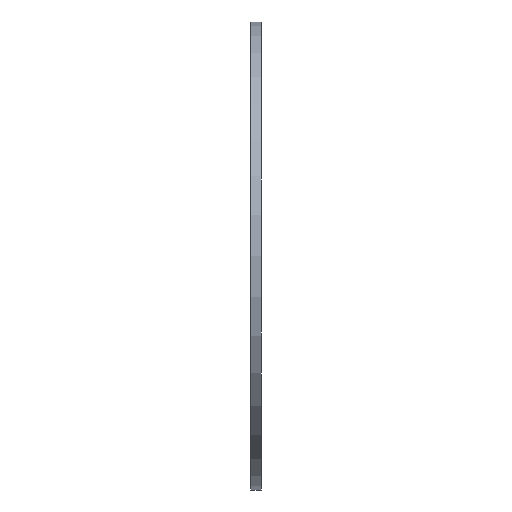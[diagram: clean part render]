
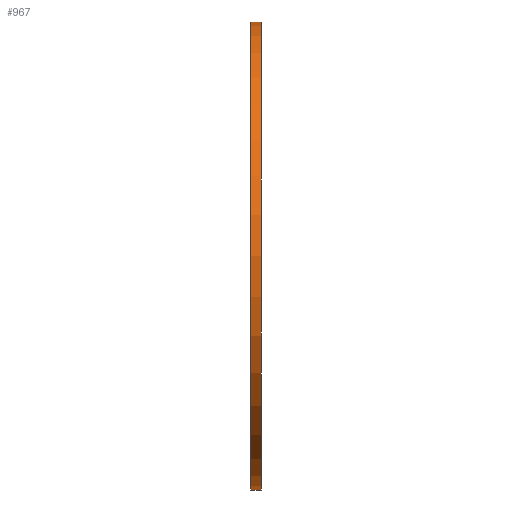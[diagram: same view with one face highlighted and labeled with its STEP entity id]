
A CAD part, front view. The second image highlights one B-rep face of the part: STEP entity #967.
In plain terms, the highlighted cylindrical face has radius 9.525 mm (diameter 19.05 mm), a partial arc.
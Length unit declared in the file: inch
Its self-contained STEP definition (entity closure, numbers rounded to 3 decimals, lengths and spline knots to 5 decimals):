
#9 = EDGE_CURVE ( 'NONE', #785, #88, #155, .T. ) ;
#15 = VECTOR ( 'NONE', #888, 39.37008 ) ;
#42 = VECTOR ( 'NONE', #249, 39.37008 ) ;
#56 = EDGE_LOOP ( 'NONE', ( #399, #834, #97, #837 ) ) ;
#88 = VERTEX_POINT ( 'NONE', #727 ) ;
#92 = CYLINDRICAL_SURFACE ( 'NONE', #275, 0.375 ) ;
#97 = ORIENTED_EDGE ( 'NONE', *, *, #235, .T. ) ;
#107 = DIRECTION ( 'NONE',  ( 0., 0., -1. ) ) ;
#111 = DIRECTION ( 'NONE',  ( 1., 0., 0. ) ) ;
#150 = VERTEX_POINT ( 'NONE', #645 ) ;
#155 = CIRCLE ( 'NONE', #348, 0.375 ) ;
#157 = AXIS2_PLACEMENT_3D ( 'NONE', #1015, #111, #107 ) ;
#235 = EDGE_CURVE ( 'NONE', #88, #600, #1039, .T. ) ;
#249 = DIRECTION ( 'NONE',  ( 1., 0., 0. ) ) ;
#275 = AXIS2_PLACEMENT_3D ( 'NONE', #915, #657, #508 ) ;
#296 = DIRECTION ( 'NONE',  ( 1., 0., 0. ) ) ;
#348 = AXIS2_PLACEMENT_3D ( 'NONE', #554, #296, #1040 ) ;
#358 = LINE ( 'NONE', #743, #42 ) ;
#366 = EDGE_CURVE ( 'NONE', #150, #600, #484, .T. ) ;
#399 = ORIENTED_EDGE ( 'NONE', *, *, #816, .F. ) ;
#484 = CIRCLE ( 'NONE', #157, 0.375 ) ;
#508 = DIRECTION ( 'NONE',  ( 0., 0., -1. ) ) ;
#554 = CARTESIAN_POINT ( 'NONE',  ( 0., 0., 0. ) ) ;
#600 = VERTEX_POINT ( 'NONE', #943 ) ;
#645 = CARTESIAN_POINT ( 'NONE',  ( 0.017, 0., 0.375 ) ) ;
#649 = CARTESIAN_POINT ( 'NONE',  ( 0., 0., 0.375 ) ) ;
#651 = CARTESIAN_POINT ( 'NONE',  ( 0., 0., -0.375 ) ) ;
#657 = DIRECTION ( 'NONE',  ( 1., 0., 0. ) ) ;
#727 = CARTESIAN_POINT ( 'NONE',  ( 0., 0., -0.375 ) ) ;
#743 = CARTESIAN_POINT ( 'NONE',  ( 0., 0., 0.375 ) ) ;
#785 = VERTEX_POINT ( 'NONE', #649 ) ;
#816 = EDGE_CURVE ( 'NONE', #785, #150, #358, .T. ) ;
#834 = ORIENTED_EDGE ( 'NONE', *, *, #9, .T. ) ;
#837 = ORIENTED_EDGE ( 'NONE', *, *, #366, .F. ) ;
#888 = DIRECTION ( 'NONE',  ( 1., 0., 0. ) ) ;
#906 = FACE_OUTER_BOUND ( 'NONE', #56, .T. ) ;
#915 = CARTESIAN_POINT ( 'NONE',  ( 0., 0., 0. ) ) ;
#943 = CARTESIAN_POINT ( 'NONE',  ( 0.017, 0., -0.375 ) ) ;
#967 = ADVANCED_FACE ( 'NONE', ( #906 ), #92, .T. ) ;
#1015 = CARTESIAN_POINT ( 'NONE',  ( 0.017, 0., 0. ) ) ;
#1039 = LINE ( 'NONE', #651, #15 ) ;
#1040 = DIRECTION ( 'NONE',  ( 0., 0., -1. ) ) ;
